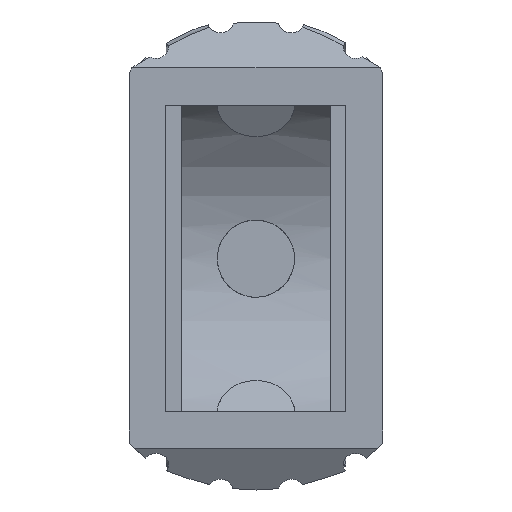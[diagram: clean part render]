
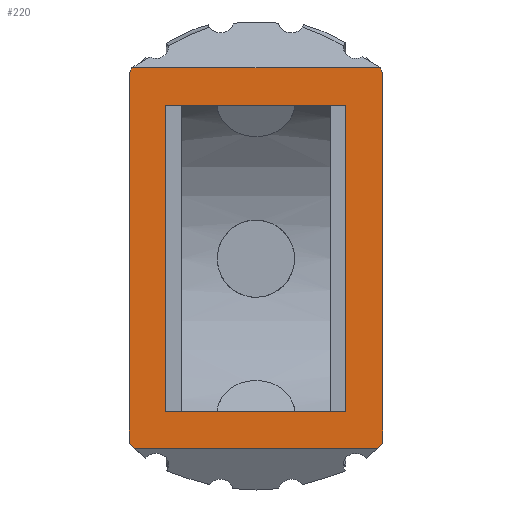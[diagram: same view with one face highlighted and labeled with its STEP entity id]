
A CAD part, top view. The second image highlights one B-rep face of the part: STEP entity #220.
In plain terms, the highlighted planar face has unit normal (0, 0, 1).
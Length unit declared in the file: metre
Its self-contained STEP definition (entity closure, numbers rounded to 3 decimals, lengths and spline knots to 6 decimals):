
#220 = ADVANCED_FACE( '', ( #579, #580 ), #581, .T. );
#579 = FACE_OUTER_BOUND( '', #1272, .T. );
#580 = FACE_BOUND( '', #1273, .T. );
#581 = PLANE( '', #1274 );
#1272 = EDGE_LOOP( '', ( #2969, #2970, #2971, #2972, #2973, #2974, #2975, #2976 ) );
#1273 = EDGE_LOOP( '', ( #2977, #2978, #2979, #2980 ) );
#1274 = AXIS2_PLACEMENT_3D( '', #2981, #2982, #2983 );
#2969 = ORIENTED_EDGE( '', *, *, #4692, .T. );
#2970 = ORIENTED_EDGE( '', *, *, #4693, .T. );
#2971 = ORIENTED_EDGE( '', *, *, #4694, .F. );
#2972 = ORIENTED_EDGE( '', *, *, #4695, .T. );
#2973 = ORIENTED_EDGE( '', *, *, #4696, .T. );
#2974 = ORIENTED_EDGE( '', *, *, #4697, .T. );
#2975 = ORIENTED_EDGE( '', *, *, #4698, .F. );
#2976 = ORIENTED_EDGE( '', *, *, #4699, .T. );
#2977 = ORIENTED_EDGE( '', *, *, #4700, .F. );
#2978 = ORIENTED_EDGE( '', *, *, #4644, .F. );
#2979 = ORIENTED_EDGE( '', *, *, #4701, .T. );
#2980 = ORIENTED_EDGE( '', *, *, #4702, .T. );
#2981 = CARTESIAN_POINT( '', ( -0.149874, 0.173617, -0.062277 ) );
#2982 = DIRECTION( '', ( 0., 0., 1. ) );
#2983 = DIRECTION( '', ( 1., 0., 0. ) );
#4644 = EDGE_CURVE( '', #5316, #5318, #5319, .T. );
#4692 = EDGE_CURVE( '', #5398, #5399, #5400, .T. );
#4693 = EDGE_CURVE( '', #5399, #5401, #5402, .T. );
#4694 = EDGE_CURVE( '', #5403, #5401, #5404, .T. );
#4695 = EDGE_CURVE( '', #5403, #5405, #5406, .T. );
#4696 = EDGE_CURVE( '', #5405, #5407, #5408, .T. );
#4697 = EDGE_CURVE( '', #5407, #5409, #5410, .T. );
#4698 = EDGE_CURVE( '', #5411, #5409, #5412, .T. );
#4699 = EDGE_CURVE( '', #5411, #5398, #5413, .T. );
#4700 = EDGE_CURVE( '', #5318, #5414, #5415, .T. );
#4701 = EDGE_CURVE( '', #5316, #5416, #5417, .T. );
#4702 = EDGE_CURVE( '', #5416, #5414, #5418, .T. );
#5316 = VERTEX_POINT( '', #6375 );
#5318 = VERTEX_POINT( '', #6378 );
#5319 = LINE( '', #6379, #6380 );
#5398 = VERTEX_POINT( '', #6585 );
#5399 = VERTEX_POINT( '', #6586 );
#5400 = LINE( '', #6587, #6588 );
#5401 = VERTEX_POINT( '', #6589 );
#5402 = B_SPLINE_CURVE_WITH_KNOTS( '', 3, ( #6590, #6591, #6592, #6593 ), .UNSPECIFIED., .F., .F., ( 4, 4 ), ( 0.003705, 0.00428 ), .UNSPECIFIED. );
#5403 = VERTEX_POINT( '', #6594 );
#5404 = LINE( '', #6595, #6596 );
#5405 = VERTEX_POINT( '', #6597 );
#5406 = B_SPLINE_CURVE_WITH_KNOTS( '', 3, ( #6598, #6599, #6600, #6601 ), .UNSPECIFIED., .F., .F., ( 4, 4 ), ( 0.000474, 0.000978 ), .UNSPECIFIED. );
#5407 = VERTEX_POINT( '', #6602 );
#5408 = LINE( '', #6603, #6604 );
#5409 = VERTEX_POINT( '', #6605 );
#5410 = B_SPLINE_CURVE_WITH_KNOTS( '', 3, ( #6606, #6607, #6608, #6609 ), .UNSPECIFIED., .F., .F., ( 4, 4 ), ( 0.00032, 0.000824 ), .UNSPECIFIED. );
#5411 = VERTEX_POINT( '', #6610 );
#5412 = LINE( '', #6611, #6612 );
#5413 = B_SPLINE_CURVE_WITH_KNOTS( '', 3, ( #6613, #6614, #6615, #6616 ), .UNSPECIFIED., .F., .F., ( 4, 4 ), ( 0.002572, 0.003152 ), .UNSPECIFIED. );
#5414 = VERTEX_POINT( '', #6617 );
#5415 = LINE( '', #6618, #6619 );
#5416 = VERTEX_POINT( '', #6620 );
#5417 = LINE( '', #6621, #6622 );
#5418 = LINE( '', #6623, #6624 );
#6375 = CARTESIAN_POINT( '', ( -0.143681, 0.18546, -0.062277 ) );
#6378 = CARTESIAN_POINT( '', ( -0.157881, 0.18546, -0.062277 ) );
#6379 = CARTESIAN_POINT( '', ( -0.150781, 0.18546, -0.062277 ) );
#6380 = VECTOR( '', #9757, 1. );
#6585 = CARTESIAN_POINT( '', ( -0.160379, 0.158355, -0.062277 ) );
#6586 = CARTESIAN_POINT( '', ( -0.141169, 0.158355, -0.062277 ) );
#6587 = CARTESIAN_POINT( '', ( -0.149874, 0.158355, -0.062277 ) );
#6588 = VECTOR( '', #9811, 1. );
#6589 = CARTESIAN_POINT( '', ( -0.140774, 0.158781, -0.062277 ) );
#6590 = CARTESIAN_POINT( '', ( -0.141169, 0.158355, -0.062277 ) );
#6591 = CARTESIAN_POINT( '', ( -0.141034, 0.158494, -0.062277 ) );
#6592 = CARTESIAN_POINT( '', ( -0.140902, 0.158636, -0.062277 ) );
#6593 = CARTESIAN_POINT( '', ( -0.140774, 0.158781, -0.062277 ) );
#6594 = CARTESIAN_POINT( '', ( -0.140774, 0.18794, -0.062277 ) );
#6595 = CARTESIAN_POINT( '', ( -0.140774, 0.179827, -0.062277 ) );
#6596 = VECTOR( '', #9812, 1. );
#6597 = CARTESIAN_POINT( '', ( -0.140969, 0.188404, -0.062277 ) );
#6598 = CARTESIAN_POINT( '', ( -0.140774, 0.18794, -0.062277 ) );
#6599 = CARTESIAN_POINT( '', ( -0.140844, 0.188093, -0.062277 ) );
#6600 = CARTESIAN_POINT( '', ( -0.140912, 0.188246, -0.062277 ) );
#6601 = CARTESIAN_POINT( '', ( -0.140969, 0.188404, -0.062277 ) );
#6602 = CARTESIAN_POINT( '', ( -0.160578, 0.188404, -0.062277 ) );
#6603 = CARTESIAN_POINT( '', ( -0.149874, 0.188404, -0.062277 ) );
#6604 = VECTOR( '', #9813, 1. );
#6605 = CARTESIAN_POINT( '', ( -0.160774, 0.18794, -0.062277 ) );
#6606 = CARTESIAN_POINT( '', ( -0.160578, 0.188404, -0.062277 ) );
#6607 = CARTESIAN_POINT( '', ( -0.160635, 0.188246, -0.062277 ) );
#6608 = CARTESIAN_POINT( '', ( -0.160703, 0.188093, -0.062277 ) );
#6609 = CARTESIAN_POINT( '', ( -0.160773, 0.18794, -0.062277 ) );
#6610 = CARTESIAN_POINT( '', ( -0.160774, 0.158781, -0.062277 ) );
#6611 = CARTESIAN_POINT( '', ( -0.160774, 0.186976, -0.062277 ) );
#6612 = VECTOR( '', #9814, 1. );
#6613 = CARTESIAN_POINT( '', ( -0.160774, 0.158781, -0.062277 ) );
#6614 = CARTESIAN_POINT( '', ( -0.160645, 0.158636, -0.062277 ) );
#6615 = CARTESIAN_POINT( '', ( -0.160513, 0.158494, -0.062277 ) );
#6616 = CARTESIAN_POINT( '', ( -0.160379, 0.158355, -0.062277 ) );
#6617 = CARTESIAN_POINT( '', ( -0.157881, 0.16126, -0.062277 ) );
#6618 = CARTESIAN_POINT( '', ( -0.157881, 0.17336, -0.062277 ) );
#6619 = VECTOR( '', #9815, 1. );
#6620 = CARTESIAN_POINT( '', ( -0.143681, 0.16126, -0.062277 ) );
#6621 = CARTESIAN_POINT( '', ( -0.143681, 0.17336, -0.062277 ) );
#6622 = VECTOR( '', #9816, 1. );
#6623 = CARTESIAN_POINT( '', ( -0.150781, 0.16126, -0.062277 ) );
#6624 = VECTOR( '', #9817, 1. );
#9757 = DIRECTION( '', ( -1., 0., 0. ) );
#9811 = DIRECTION( '', ( 1., 0., 0. ) );
#9812 = DIRECTION( '', ( 0., -1., 0. ) );
#9813 = DIRECTION( '', ( -1., 0., 0. ) );
#9814 = DIRECTION( '', ( 0., 1., 0. ) );
#9815 = DIRECTION( '', ( 0., -1., 0. ) );
#9816 = DIRECTION( '', ( 0., -1., 0. ) );
#9817 = DIRECTION( '', ( -1., 0., 0. ) );
